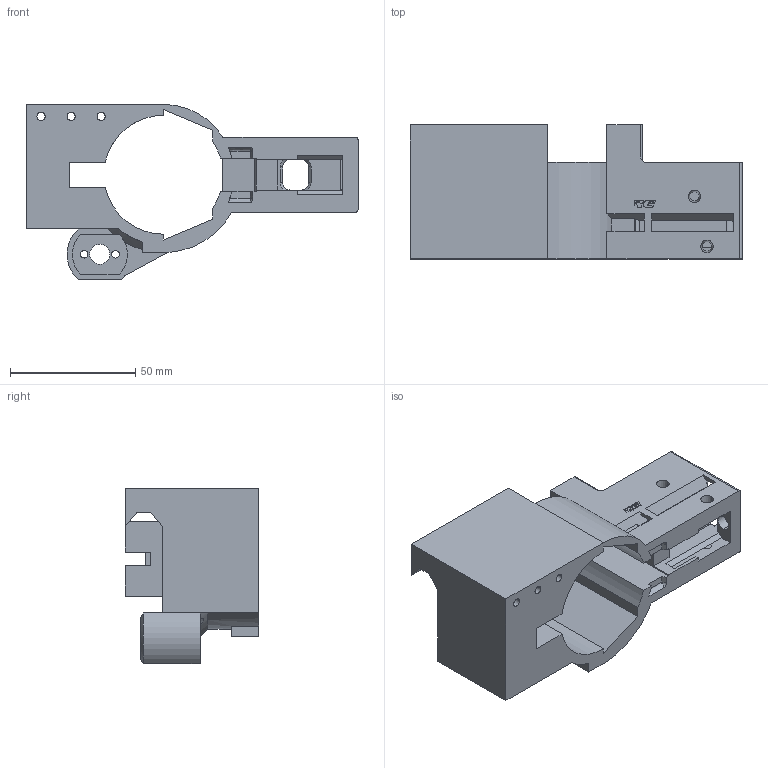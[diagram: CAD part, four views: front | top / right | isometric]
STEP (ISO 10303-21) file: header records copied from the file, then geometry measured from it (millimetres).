
FILE_DESCRIPTION (( 'STEP AP214' ), '1' );
FILE_NAME ('OFD_FLYCORE_VORT_V1.STEP', '2023-08-24T03:13:53', ( '' ), ( '' ), 'SwSTEP 2.0', 'SolidWorks 2023', '' );
FILE_SCHEMA (( 'AUTOMOTIVE_DESIGN' ));
Length unit declared in the file: millimetre
Products named in the file (1): OFD_FLYCORE_VORT_V1
Bounding box: 132.59 x 53.5 x 69.94 mm (x, y, z)
Volume: 134690.7 mm3; surface area: 42559.7 mm2
Topology: 1 solids, 1 shells, 298 faces, 854 edges, 560 vertices
Faces by surface type: plane 175, cylinder 68, bspline 34, cone 21
Entity records: 10765 total; most frequent: CARTESIAN_POINT 3050, ORIENTED_EDGE 1708, DIRECTION 1450, EDGE_CURVE 854, LINE 594, VECTOR 594, VERTEX_POINT 560, AXIS2_PLACEMENT_3D 428
